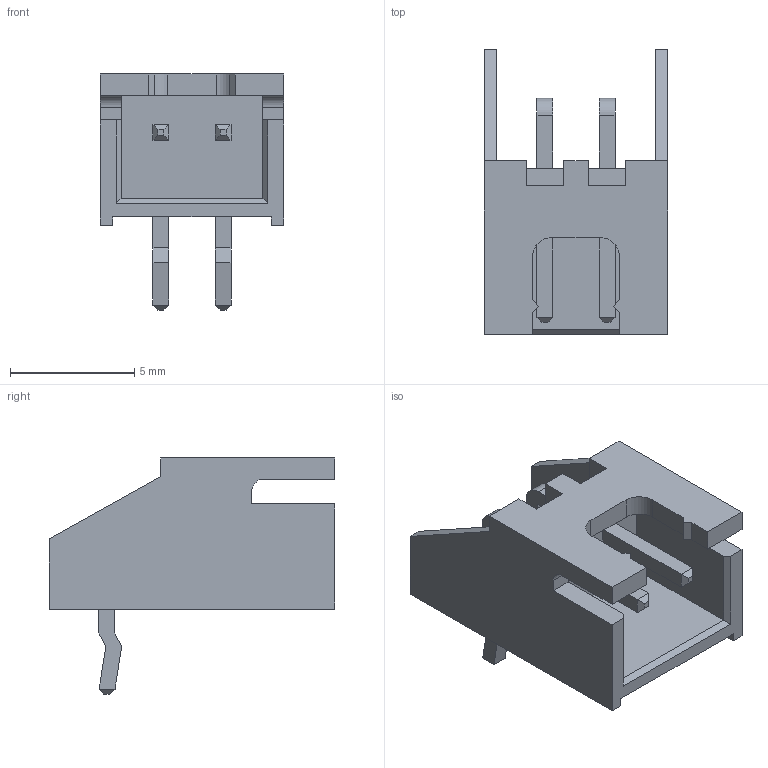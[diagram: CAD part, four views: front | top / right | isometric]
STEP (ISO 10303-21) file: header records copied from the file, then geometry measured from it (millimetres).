
FILE_DESCRIPTION(/* description */ ('model of JST_XH_S02B-XH-A_02x2.50mm_Angled.'),/* implementation_level */ FILE_NAME(/* name */ 'JST_XH_S02B-XH-A_02x2.50mm_Angled..stp',/* time_stamp */ '2017-07-06T00:01:48',/* author */ ('Rene Poeschl',''),/* organization */ (''),/* preprocessor_version */ '',/* originating_system */ '',/* authorisation */ '');
FILE_NAME(/* name */ 'JST_XH_S02B-XH-A_02x2.50mm_Angled..stp',/* time_stamp */ '2017-07-06T00:01:48',/* author */ ('Rene Poeschl',''),/* organization */ (''),/* preprocessor_version */ '',/* originating_system */ '',/* authorisation */ '');
FILE_SCHEMA(('AUTOMOTIVE_DESIGN_CC2 { 1 2 10303 214 -1 1 5 4 }'));
Length unit declared in the file: millimetre
Products named in the file (1): S02B_XH_A
Bounding box: 7.4 x 11.5 x 9.5 mm (x, y, z)
Volume: 181 mm3; surface area: 517.8 mm2
Topology: 1 solids, 1 shells, 105 faces, 292 edges, 193 vertices
Faces by surface type: plane 97, cylinder 8
Entity records: 4050 total; most frequent: CARTESIAN_POINT 591, ORIENTED_EDGE 584, DIRECTION 520, EDGE_CURVE 292, LINE 276, VECTOR 276, VERTEX_POINT 193, AXIS2_PLACEMENT_3D 122
